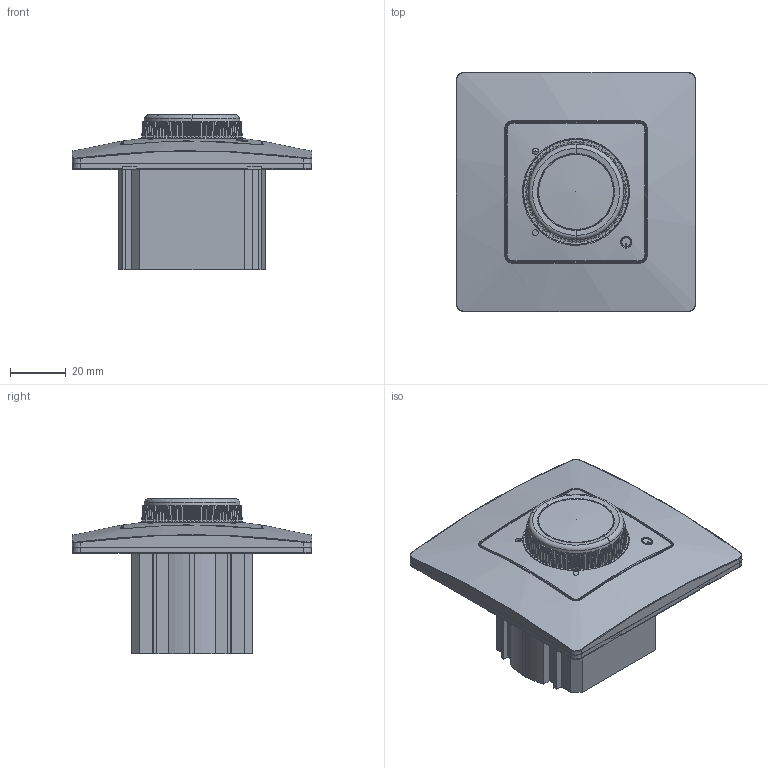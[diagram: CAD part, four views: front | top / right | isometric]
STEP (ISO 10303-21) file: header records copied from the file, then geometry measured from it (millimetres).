
FILE_DESCRIPTION (( 'STEP AP203' ), '1' );
FILE_NAME ('Termoregulyator.STEP', '2025-06-26T08:05:42', ( '' ), ( '' ), 'SwSTEP 2.0', 'SolidWorks 2022', '' );
FILE_SCHEMA (( 'CONFIG_CONTROL_DESIGN' ));
Products named in the file (1): Termoregulyator
Bounding box: 86 x 86 x 55.7 mm (x, y, z)
Surface area: 26577.8 mm2 (no closed solid volume)
Topology: 0 solids, 12 shells, 665 faces, 1823 edges, 1191 vertices
Faces by surface type: plane 273, bspline 212, cone 116, cylinder 53, torus 10, sphere 1
Entity records: 39699 total; most frequent: CARTESIAN_POINT 27071, ORIENTED_EDGE 3640, EDGE_CURVE 1821, B_SPLINE_CURVE_WITH_KNOTS 1779, VERTEX_POINT 1190, DIRECTION 941, EDGE_LOOP 677, ADVANCED_FACE 665
